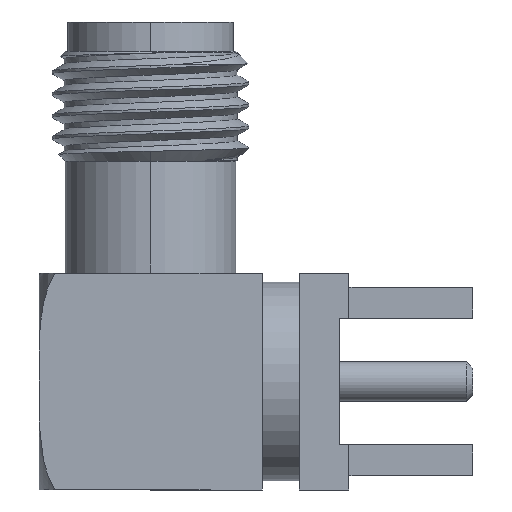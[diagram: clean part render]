
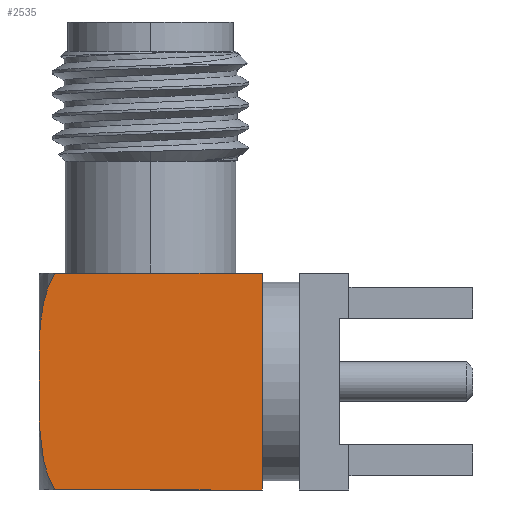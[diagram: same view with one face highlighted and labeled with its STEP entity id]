
A CAD part, left-side view. The second image highlights one B-rep face of the part: STEP entity #2535.
In plain terms, the highlighted planar face has unit normal (-1, 0, 0).
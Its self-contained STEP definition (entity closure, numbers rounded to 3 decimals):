
#31 = CARTESIAN_POINT ( 'NONE',  ( -3.5, 2.8, -3.5 ) ) ;
#33 = VERTEX_POINT ( 'NONE', #1018 ) ;
#186 = CARTESIAN_POINT ( 'NONE',  ( -3.5, 9.629, 3.272 ) ) ;
#190 = LINE ( 'NONE', #1188, #1129 ) ;
#210 = CARTESIAN_POINT ( 'NONE',  ( -3.5, 10.002, 1.469 ) ) ;
#334 = LINE ( 'NONE', #3903, #3278 ) ;
#360 = CARTESIAN_POINT ( 'NONE',  ( -3.5, 9.5, 3.5 ) ) ;
#373 = B_SPLINE_CURVE_WITH_KNOTS ( 'NONE', 3,
 ( #1370, #1396, #2037, #4199, #1346, #4476 ),
 .UNSPECIFIED., .F., .F.,
 ( 4, 2, 4 ),
 ( 0.02, 0.021, 0.023 ),
 .UNSPECIFIED. ) ;
#502 = ORIENTED_EDGE ( 'NONE', *, *, #3156, .F. ) ;
#533 = DIRECTION ( 'NONE',  ( 0., -1., 0. ) ) ;
#563 = LINE ( 'NONE', #2229, #903 ) ;
#590 = EDGE_LOOP ( 'NONE', ( #502, #2320, #1317, #2452, #2295, #1757 ) ) ;
#694 = DIRECTION ( 'NONE',  ( 1., 0., 0. ) ) ;
#903 = VECTOR ( 'NONE', #1555, 1000. ) ;
#907 = CARTESIAN_POINT ( 'NONE',  ( -3.5, 9.727, 3.022 ) ) ;
#1018 = CARTESIAN_POINT ( 'NONE',  ( -3.5, 2.8, 3.5 ) ) ;
#1065 = DIRECTION ( 'NONE',  ( 0., 0., -1. ) ) ;
#1129 = VECTOR ( 'NONE', #533, 1000. ) ;
#1188 = CARTESIAN_POINT ( 'NONE',  ( -3.5, 33.899, -3.5 ) ) ;
#1209 = CARTESIAN_POINT ( 'NONE',  ( -3.5, 33.899, 3.5 ) ) ;
#1213 = VERTEX_POINT ( 'NONE', #360 ) ;
#1317 = ORIENTED_EDGE ( 'NONE', *, *, #2246, .F. ) ;
#1346 = CARTESIAN_POINT ( 'NONE',  ( -3.5, 10., -0.942 ) ) ;
#1370 = CARTESIAN_POINT ( 'NONE',  ( -3.5, 9.5, -3.5 ) ) ;
#1396 = CARTESIAN_POINT ( 'NONE',  ( -3.5, 9.761, -3.038 ) ) ;
#1492 = VECTOR ( 'NONE', #3629, 1000. ) ;
#1513 = EDGE_CURVE ( 'NONE', #3433, #33, #334, .T. ) ;
#1555 = DIRECTION ( 'NONE',  ( 0., 0., -1. ) ) ;
#1590 = VERTEX_POINT ( 'NONE', #2496 ) ;
#1757 = ORIENTED_EDGE ( 'NONE', *, *, #3669, .F. ) ;
#1937 = CARTESIAN_POINT ( 'NONE',  ( -3.5, 9.5, 3.5 ) ) ;
#2037 = CARTESIAN_POINT ( 'NONE',  ( -3.5, 9.886, -2.511 ) ) ;
#2102 = PLANE ( 'NONE',  #2972 ) ;
#2134 = DIRECTION ( 'NONE',  ( 0., 0., 1. ) ) ;
#2229 = CARTESIAN_POINT ( 'NONE',  ( -3.5, 10., 3.5 ) ) ;
#2246 = EDGE_CURVE ( 'NONE', #3476, #3847, #373, .T. ) ;
#2295 = ORIENTED_EDGE ( 'NONE', *, *, #1513, .T. ) ;
#2320 = ORIENTED_EDGE ( 'NONE', *, *, #3668, .T. ) ;
#2452 = ORIENTED_EDGE ( 'NONE', *, *, #3740, .T. ) ;
#2453 = CARTESIAN_POINT ( 'NONE',  ( -3.5, 33.899, 3.5 ) ) ;
#2496 = CARTESIAN_POINT ( 'NONE',  ( -3.5, 10., 0.417 ) ) ;
#2535 = ADVANCED_FACE ( 'NONE', ( #2829 ), #2102, .F. ) ;
#2829 = FACE_OUTER_BOUND ( 'NONE', #590, .T. ) ;
#2972 = AXIS2_PLACEMENT_3D ( 'NONE', #2453, #694, #1065 ) ;
#3059 = CARTESIAN_POINT ( 'NONE',  ( -3.5, 9.869, 2.516 ) ) ;
#3156 = EDGE_CURVE ( 'NONE', #1590, #1213, #3689, .T. ) ;
#3189 = CARTESIAN_POINT ( 'NONE',  ( -3.5, 9.5, -3.5 ) ) ;
#3278 = VECTOR ( 'NONE', #2134, 1000. ) ;
#3433 = VERTEX_POINT ( 'NONE', #31 ) ;
#3476 = VERTEX_POINT ( 'NONE', #3189 ) ;
#3583 = CARTESIAN_POINT ( 'NONE',  ( -3.5, 10., -0.417 ) ) ;
#3629 = DIRECTION ( 'NONE',  ( 0., -1., 0. ) ) ;
#3668 = EDGE_CURVE ( 'NONE', #1590, #3847, #563, .T. ) ;
#3669 = EDGE_CURVE ( 'NONE', #1213, #33, #4023, .T. ) ;
#3689 = B_SPLINE_CURVE_WITH_KNOTS ( 'NONE', 3,
 ( #4115, #3743, #210, #4479, #3059, #907, #186, #1937 ),
 .UNSPECIFIED., .F., .F.,
 ( 4, 2, 2, 4 ),
 ( 0., 0.002, 0.003, 0.004 ),
 .UNSPECIFIED. ) ;
#3740 = EDGE_CURVE ( 'NONE', #3476, #3433, #190, .T. ) ;
#3743 = CARTESIAN_POINT ( 'NONE',  ( -3.5, 10., 0.943 ) ) ;
#3847 = VERTEX_POINT ( 'NONE', #3583 ) ;
#3903 = CARTESIAN_POINT ( 'NONE',  ( -3.5, 2.8, 3.5 ) ) ;
#4023 = LINE ( 'NONE', #1209, #1492 ) ;
#4115 = CARTESIAN_POINT ( 'NONE',  ( -3.5, 10., 0.417 ) ) ;
#4199 = CARTESIAN_POINT ( 'NONE',  ( -3.5, 10.002, -1.468 ) ) ;
#4476 = CARTESIAN_POINT ( 'NONE',  ( -3.5, 10., -0.417 ) ) ;
#4479 = CARTESIAN_POINT ( 'NONE',  ( -3.5, 9.915, 2.253 ) ) ;
